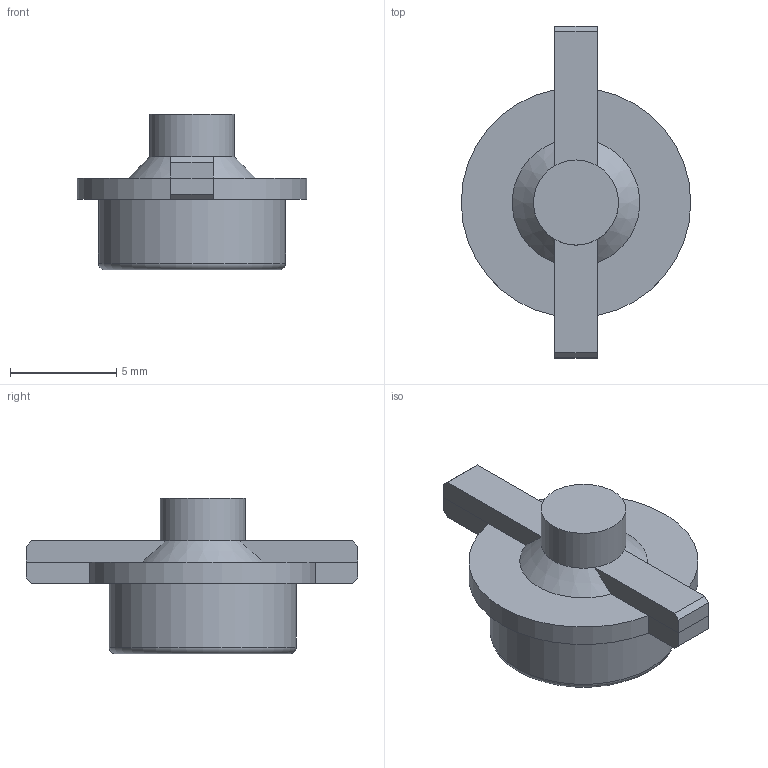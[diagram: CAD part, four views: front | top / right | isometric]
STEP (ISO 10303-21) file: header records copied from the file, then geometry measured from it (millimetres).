
FILE_DESCRIPTION(('FreeCAD Model'),'2;1');
FILE_NAME('Open CASCADE Shape Model','2025-01-15T12:35:14',('Author'),( ''),'Open CASCADE STEP processor 7.6','FreeCAD','Unknown');
FILE_SCHEMA(('AUTOMOTIVE_DESIGN { 1 0 10303 214 1 1 1 1 }'));
Length unit declared in the file: millimetre
Products named in the file (1): Chamfer002
Bounding box: 10.8 x 15.61 x 7.31 mm (x, y, z)
Volume: 345.9 mm3; surface area: 420.6 mm2
Topology: 1 solids, 1 shells, 42 faces, 101 edges, 62 vertices
Faces by surface type: plane 28, cylinder 10, cone 2, torus 1, sphere 1
Full cylindrical faces by diameter (mm): 4 x1, 8.8 x1
Entity records: 1473 total; most frequent: CARTESIAN_POINT 472, DIRECTION 208, ORIENTED_EDGE 200, EDGE_CURVE 100, AXIS2_PLACEMENT_3D 75, VERTEX_POINT 62, LINE 58, VECTOR 58
